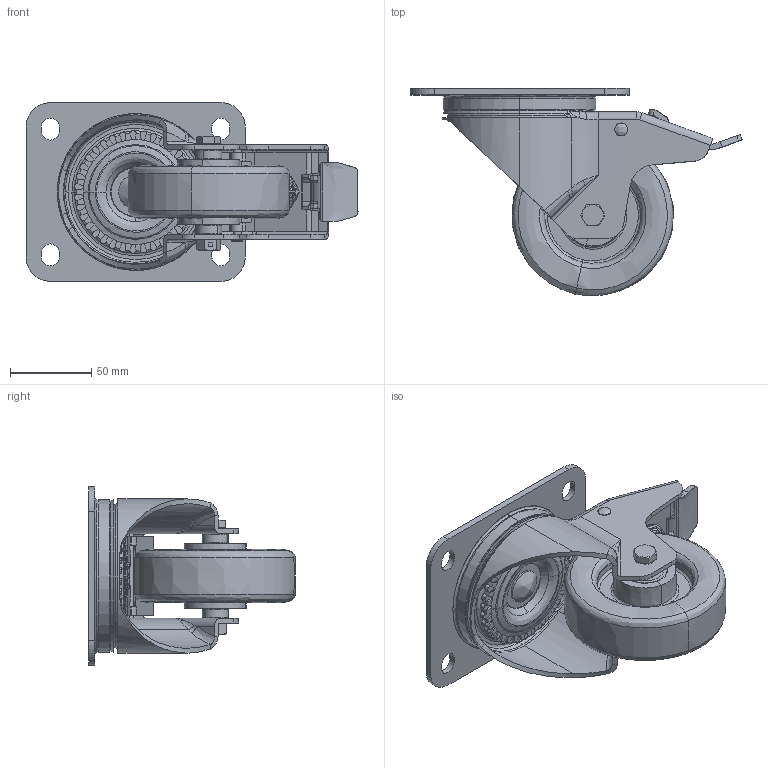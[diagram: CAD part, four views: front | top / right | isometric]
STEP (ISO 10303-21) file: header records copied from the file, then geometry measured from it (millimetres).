
FILE_DESCRIPTION (( 'STEP AP214' ), '1' );
FILE_NAME ('0040581_L-IK-TPKH-100-K-3-DSN-GP.STEP', '2016-07-25T12:24:31', ( '' ), ( '' ), 'SwSTEP 2.0', 'SolidWorks 2016', '' );
FILE_SCHEMA (( 'AUTOMOTIVE_DESIGN' ));
Length unit declared in the file: millimetre
Products named in the file (1): 0040581_L-IK-TPKH-100-K-3-DSN-GP
Bounding box: 204.41 x 127.45 x 110 mm (x, y, z)
Surface area: 177931.6 mm2 (no closed solid volume)
Topology: 0 solids, 33 shells, 1202 faces, 3117 edges, 1955 vertices
Faces by surface type: cylinder 485, plane 379, bspline 168, cone 128, torus 42
Entity records: 62003 total; most frequent: CARTESIAN_POINT 19828, DIRECTION 6150, ORIENTED_EDGE 6032, EDGE_CURVE 3108, AXIS2_PLACEMENT_3D 2411, VERTEX_POINT 1955, CIRCLE 1376, LINE 1328
